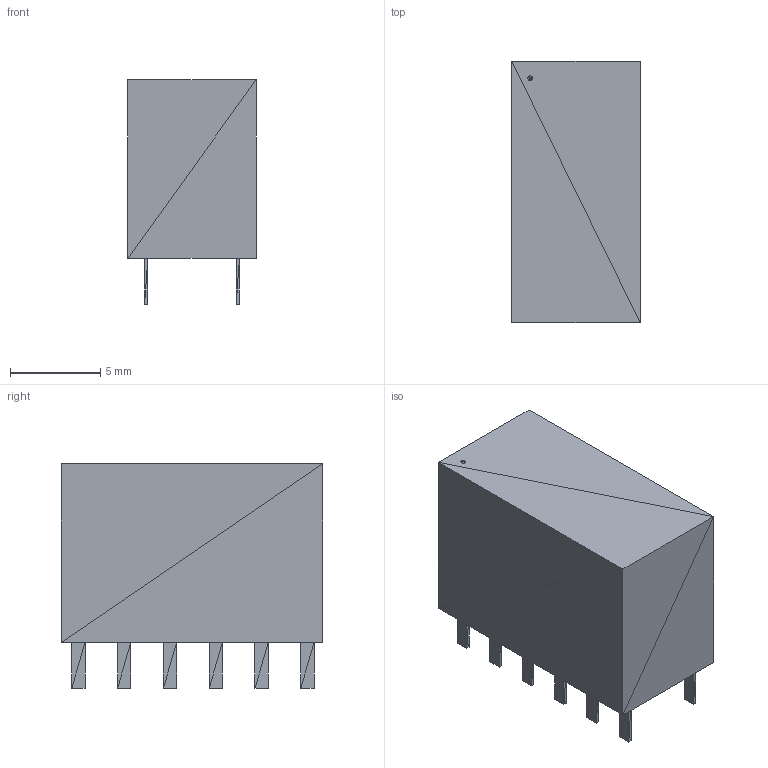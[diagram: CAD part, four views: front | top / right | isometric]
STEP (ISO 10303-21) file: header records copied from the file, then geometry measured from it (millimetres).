
FILE_DESCRIPTION(('STEP AP214'),'1');
FILE_NAME('RELAY12-10_280X570_390','2018-01-06T12:56:16',(''),(''),'','','');
FILE_SCHEMA(('AUTOMOTIVE_DESIGN'));
Length unit declared in the file: millimetre
Products named in the file (1): product
Bounding box: 7.11 x 14.48 x 12.45 mm (x, y, z)
Surface area: 693.2 mm2 (no closed solid volume)
Topology: 0 solids, 284 shells, 284 faces, 852 edges, 852 vertices
Faces by surface type: plane 284
Entity records: 9431 total; most frequent: CARTESIAN_POINT 1989, DIRECTION 1422, ORIENTED_EDGE 852, EDGE_CURVE 852, VERTEX_POINT 852, LINE 852, VECTOR 852, AXIS2_PLACEMENT_3D 285
